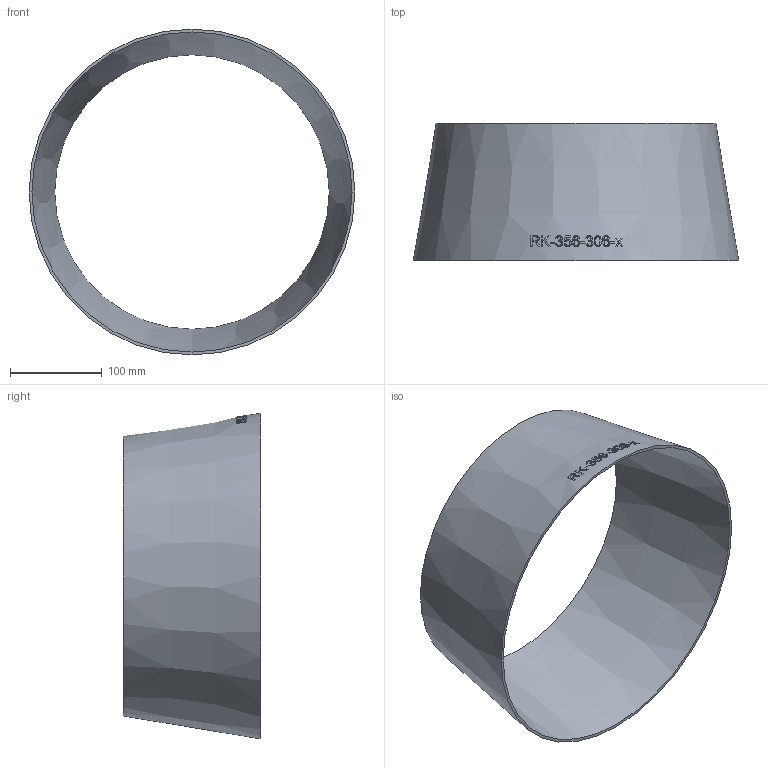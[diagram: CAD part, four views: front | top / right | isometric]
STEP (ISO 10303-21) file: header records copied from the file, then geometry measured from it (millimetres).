
FILE_DESCRIPTION (( 'STEP AP214' ), '1' );
FILE_NAME ('RK-356-306-x Reduzierung L=3(D-d) 2008.STEP', '2020-08-05T09:10:33', ( '' ), ( '' ), 'SwSTEP 2.0', 'SolidWorks 2019', '' );
FILE_SCHEMA (( 'AUTOMOTIVE_DESIGN' ));
Length unit declared in the file: millimetre
Products named in the file (1): RK-356-306-x Reduzierung L=3(D-d) 2008
Bounding box: 356 x 150 x 356 mm (x, y, z)
Volume: 470766.7 mm3; surface area: 319657.2 mm2
Topology: 1 solids, 1 shells, 170 faces, 456 edges, 304 vertices
Faces by surface type: bspline 150, cone 18, plane 2
Entity records: 31980 total; most frequent: CARTESIAN_POINT 27245, ORIENTED_EDGE 908, EDGE_CURVE 454, B_SPLINE_CURVE_WITH_KNOTS 450, VERTEX_POINT 304, EDGE_LOOP 190, FACE_OUTER_BOUND 170, ADVANCED_FACE 170
